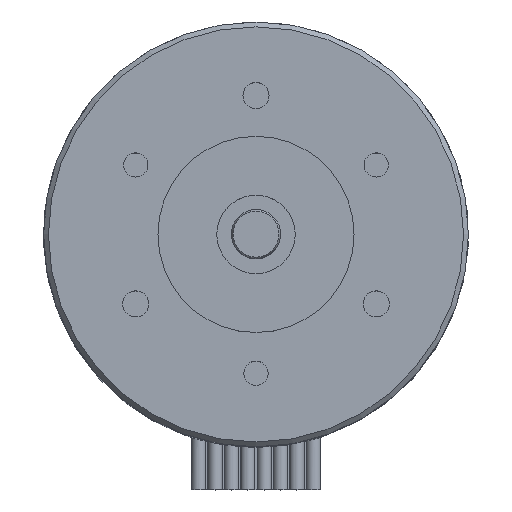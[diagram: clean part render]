
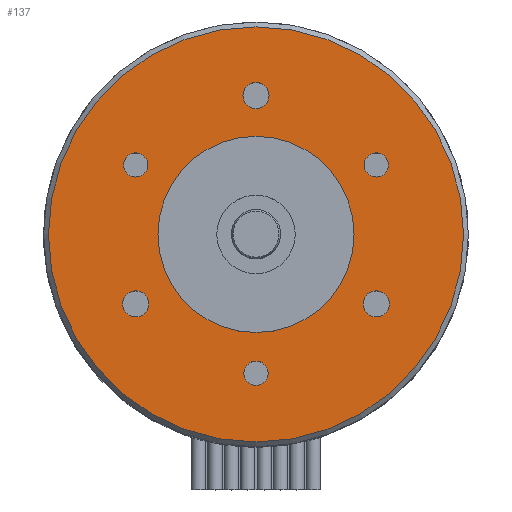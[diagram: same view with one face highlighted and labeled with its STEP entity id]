
A CAD part, top view. The second image highlights one B-rep face of the part: STEP entity #137.
In plain terms, the highlighted planar face has unit normal (0, 0, 1).
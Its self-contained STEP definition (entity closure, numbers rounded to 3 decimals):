
#40=FACE_BOUND('',#283,.T.);
#41=FACE_BOUND('',#284,.T.);
#42=FACE_BOUND('',#285,.T.);
#43=FACE_BOUND('',#286,.T.);
#44=FACE_BOUND('',#287,.T.);
#45=FACE_BOUND('',#288,.T.);
#46=FACE_BOUND('',#289,.T.);
#47=FACE_BOUND('',#290,.T.);
#137=ADVANCED_FACE('',(#40,#41,#42,#43,#44,#45,#46,#47),#184,.T.);
#184=PLANE('',#1132);
#283=EDGE_LOOP('',(#532));
#284=EDGE_LOOP('',(#533));
#285=EDGE_LOOP('',(#534));
#286=EDGE_LOOP('',(#535));
#287=EDGE_LOOP('',(#536));
#288=EDGE_LOOP('',(#537));
#289=EDGE_LOOP('',(#538));
#290=EDGE_LOOP('',(#539));
#387=CIRCLE('',#1124,12.7);
#388=CIRCLE('',#1125,0.8);
#389=CIRCLE('',#1126,0.8);
#390=CIRCLE('',#1127,0.8);
#391=CIRCLE('',#1128,0.74);
#392=CIRCLE('',#1129,0.74);
#393=CIRCLE('',#1130,0.74);
#394=CIRCLE('',#1131,6.);
#532=ORIENTED_EDGE('',*,*,#879,.T.);
#533=ORIENTED_EDGE('',*,*,#880,.T.);
#534=ORIENTED_EDGE('',*,*,#881,.T.);
#535=ORIENTED_EDGE('',*,*,#882,.T.);
#536=ORIENTED_EDGE('',*,*,#883,.T.);
#537=ORIENTED_EDGE('',*,*,#884,.T.);
#538=ORIENTED_EDGE('',*,*,#885,.T.);
#539=ORIENTED_EDGE('',*,*,#886,.F.);
#760=VERTEX_POINT('',#1803);
#761=VERTEX_POINT('',#1805);
#762=VERTEX_POINT('',#1807);
#763=VERTEX_POINT('',#1809);
#764=VERTEX_POINT('',#1811);
#765=VERTEX_POINT('',#1813);
#766=VERTEX_POINT('',#1815);
#767=VERTEX_POINT('',#1817);
#879=EDGE_CURVE('',#760,#760,#387,.T.);
#880=EDGE_CURVE('',#761,#761,#388,.T.);
#881=EDGE_CURVE('',#762,#762,#389,.T.);
#882=EDGE_CURVE('',#763,#763,#390,.T.);
#883=EDGE_CURVE('',#764,#764,#391,.T.);
#884=EDGE_CURVE('',#765,#765,#392,.T.);
#885=EDGE_CURVE('',#766,#766,#393,.T.);
#886=EDGE_CURVE('',#767,#767,#394,.T.);
#1124=AXIS2_PLACEMENT_3D('',#1802,#1366,#1367);
#1125=AXIS2_PLACEMENT_3D('',#1804,#1368,#1369);
#1126=AXIS2_PLACEMENT_3D('',#1806,#1370,#1371);
#1127=AXIS2_PLACEMENT_3D('',#1808,#1372,#1373);
#1128=AXIS2_PLACEMENT_3D('',#1810,#1374,#1375);
#1129=AXIS2_PLACEMENT_3D('',#1812,#1376,#1377);
#1130=AXIS2_PLACEMENT_3D('',#1814,#1378,#1379);
#1131=AXIS2_PLACEMENT_3D('',#1816,#1380,#1381);
#1132=AXIS2_PLACEMENT_3D('',#1818,#1382,#1383);
#1366=DIRECTION('',(0.,0.,1.));
#1367=DIRECTION('',(1.,0.,0.));
#1368=DIRECTION('',(0.,0.,-1.));
#1369=DIRECTION('',(-1.,0.,0.));
#1370=DIRECTION('',(0.,0.,-1.));
#1371=DIRECTION('',(-1.,0.,0.));
#1372=DIRECTION('',(0.,0.,-1.));
#1373=DIRECTION('',(-1.,0.,0.));
#1374=DIRECTION('',(0.,0.,-1.));
#1375=DIRECTION('',(-1.,0.,0.));
#1376=DIRECTION('',(0.,0.,-1.));
#1377=DIRECTION('',(-1.,0.,0.));
#1378=DIRECTION('',(0.,0.,-1.));
#1379=DIRECTION('',(-1.,0.,0.));
#1380=DIRECTION('',(0.,0.,1.));
#1381=DIRECTION('',(1.,0.,0.));
#1382=DIRECTION('',(0.,0.,1.));
#1383=DIRECTION('',(1.,0.,0.));
#1802=CARTESIAN_POINT('',(0.,0.,0.));
#1803=CARTESIAN_POINT('',(12.7,0.,0.));
#1804=CARTESIAN_POINT('',(7.361,-4.25,0.));
#1805=CARTESIAN_POINT('',(6.561,-4.25,0.));
#1806=CARTESIAN_POINT('',(-7.361,-4.25,0.));
#1807=CARTESIAN_POINT('',(-8.161,-4.25,0.));
#1808=CARTESIAN_POINT('',(0.,8.5,0.));
#1809=CARTESIAN_POINT('',(-0.8,8.5,0.));
#1810=CARTESIAN_POINT('',(7.361,4.25,0.));
#1811=CARTESIAN_POINT('',(6.621,4.25,0.));
#1812=CARTESIAN_POINT('',(0.,-8.5,0.));
#1813=CARTESIAN_POINT('',(-0.74,-8.5,0.));
#1814=CARTESIAN_POINT('',(-7.361,4.25,0.));
#1815=CARTESIAN_POINT('',(-8.101,4.25,0.));
#1816=CARTESIAN_POINT('',(0.,0.,0.));
#1817=CARTESIAN_POINT('',(6.,0.,0.));
#1818=CARTESIAN_POINT('',(0.,0.,0.));
